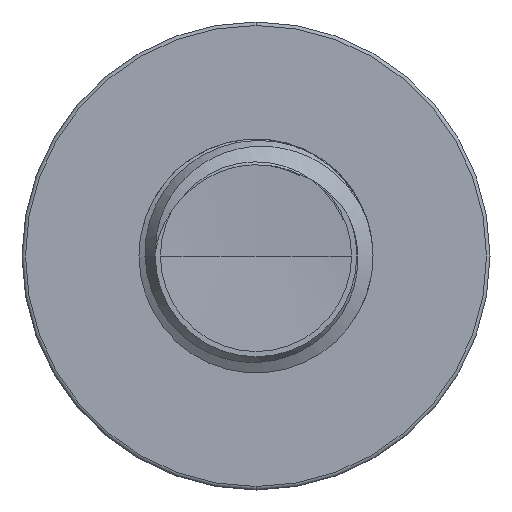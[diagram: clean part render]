
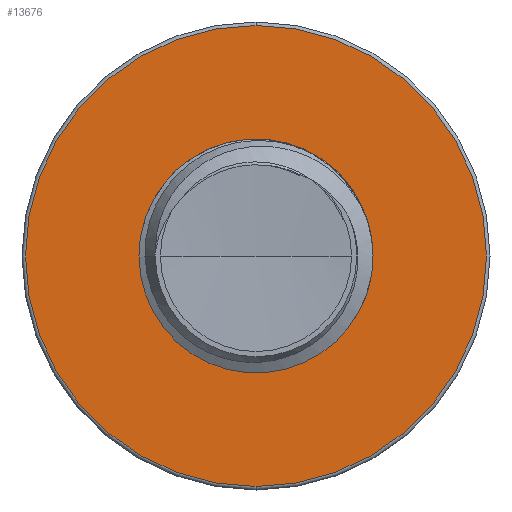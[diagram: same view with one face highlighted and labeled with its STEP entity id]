
A CAD part, front view. The second image highlights one B-rep face of the part: STEP entity #13676.
In plain terms, the highlighted planar face has unit normal (0, -1, 0).
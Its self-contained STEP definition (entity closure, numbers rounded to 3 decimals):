
#37 = EDGE_CURVE ( 'NONE', #3328, #6689, #12250, .T. ) ;
#318 = DIRECTION ( 'NONE',  ( 0., 0., -1. ) ) ;
#771 = AXIS2_PLACEMENT_3D ( 'NONE', #7038, #8405, #318 ) ;
#1079 = ORIENTED_EDGE ( 'NONE', *, *, #5606, .T. ) ;
#1607 = ORIENTED_EDGE ( 'NONE', *, *, #14687, .F. ) ;
#1963 = VERTEX_POINT ( 'NONE', #14730 ) ;
#2715 = EDGE_CURVE ( 'NONE', #1963, #4576, #5892, .T. ) ;
#3328 = VERTEX_POINT ( 'NONE', #10995 ) ;
#4576 = VERTEX_POINT ( 'NONE', #6454 ) ;
#4707 = DIRECTION ( 'NONE',  ( 0., -1., 0. ) ) ;
#5606 = EDGE_CURVE ( 'NONE', #4576, #1963, #7202, .T. ) ;
#5892 = CIRCLE ( 'NONE', #6472, 2.462 ) ;
#5893 = ORIENTED_EDGE ( 'NONE', *, *, #37, .F. ) ;
#6454 = CARTESIAN_POINT ( 'NONE',  ( 0., 4., -2.462 ) ) ;
#6472 = AXIS2_PLACEMENT_3D ( 'NONE', #15183, #15163, #14090 ) ;
#6689 = VERTEX_POINT ( 'NONE', #14284 ) ;
#7038 = CARTESIAN_POINT ( 'NONE',  ( 0., 4., 1.203 ) ) ;
#7202 = CIRCLE ( 'NONE', #9463, 2.462 ) ;
#7410 = EDGE_LOOP ( 'NONE', ( #1079, #15981 ) ) ;
#7884 = EDGE_LOOP ( 'NONE', ( #5893, #1607 ) ) ;
#8405 = DIRECTION ( 'NONE',  ( 0., -1., 0. ) ) ;
#8466 = DIRECTION ( 'NONE',  ( 0., -1., 0. ) ) ;
#8483 = DIRECTION ( 'NONE',  ( 0., 0., -1. ) ) ;
#8502 = CARTESIAN_POINT ( 'NONE',  ( 0., 4., 0. ) ) ;
#9340 = AXIS2_PLACEMENT_3D ( 'NONE', #8502, #8466, #8483 ) ;
#9463 = AXIS2_PLACEMENT_3D ( 'NONE', #16429, #16403, #16387 ) ;
#10982 = CIRCLE ( 'NONE', #11659, 1.203 ) ;
#10995 = CARTESIAN_POINT ( 'NONE',  ( 0., 4., -1.203 ) ) ;
#11659 = AXIS2_PLACEMENT_3D ( 'NONE', #12816, #4707, #14040 ) ;
#12250 = CIRCLE ( 'NONE', #9340, 1.203 ) ;
#12816 = CARTESIAN_POINT ( 'NONE',  ( 0., 4., 0. ) ) ;
#13372 = FACE_OUTER_BOUND ( 'NONE', #7410, .T. ) ;
#13676 = ADVANCED_FACE ( 'NONE', ( #13372, #13750 ), #14765, .T. ) ;
#13750 = FACE_BOUND ( 'NONE', #7884, .T. ) ;
#14040 = DIRECTION ( 'NONE',  ( 0., 0., -1. ) ) ;
#14090 = DIRECTION ( 'NONE',  ( 0., 0., -1. ) ) ;
#14284 = CARTESIAN_POINT ( 'NONE',  ( 0., 4., 1.203 ) ) ;
#14687 = EDGE_CURVE ( 'NONE', #6689, #3328, #10982, .T. ) ;
#14730 = CARTESIAN_POINT ( 'NONE',  ( 0., 4., 2.462 ) ) ;
#14765 = PLANE ( 'NONE',  #771 ) ;
#15163 = DIRECTION ( 'NONE',  ( 0., -1., 0. ) ) ;
#15183 = CARTESIAN_POINT ( 'NONE',  ( 0., 4., 0. ) ) ;
#15981 = ORIENTED_EDGE ( 'NONE', *, *, #2715, .T. ) ;
#16387 = DIRECTION ( 'NONE',  ( 0., 0., -1. ) ) ;
#16403 = DIRECTION ( 'NONE',  ( 0., -1., 0. ) ) ;
#16429 = CARTESIAN_POINT ( 'NONE',  ( 0., 4., 0. ) ) ;
